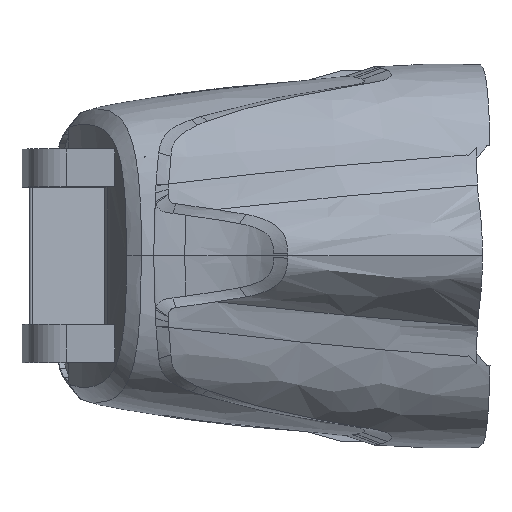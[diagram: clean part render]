
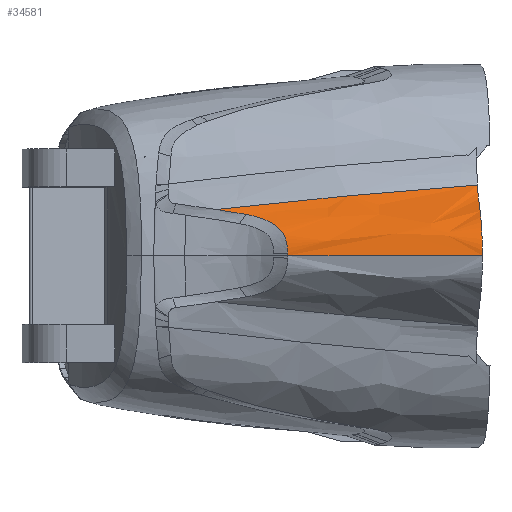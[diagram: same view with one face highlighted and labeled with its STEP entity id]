
A CAD part, top view. The second image highlights one B-rep face of the part: STEP entity #34581.
In plain terms, the highlighted free-form (B-spline) face has degree [3, 3] with [8, 7] control points.
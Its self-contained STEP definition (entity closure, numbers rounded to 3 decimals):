
#7315=CARTESIAN_POINT('',(1.431,0.329,78.916));
#7316=CARTESIAN_POINT('',(1.419,0.698,78.895));
#7317=CARTESIAN_POINT('',(1.353,1.434,78.761));
#7318=CARTESIAN_POINT('',(1.079,2.444,78.34));
#7319=CARTESIAN_POINT('',(0.569,3.322,77.757));
#7320=CARTESIAN_POINT('',(-0.117,3.951,
77.15));
#7321=CARTESIAN_POINT('',(-0.823,4.383,
76.656));
#7322=CARTESIAN_POINT('',(-1.673,4.796,76.157));
#7323=CARTESIAN_POINT('',(-2.759,5.138,75.748));
#7324=CARTESIAN_POINT('',(-3.603,5.317,75.552));
#7325=CARTESIAN_POINT('',(-4.048,5.406,75.462));
#7352=CARTESIAN_POINT('',(-7.989,6.068,74.968));
#7353=CARTESIAN_POINT('',(-7.519,5.999,75.));
#7354=CARTESIAN_POINT('',(-6.602,5.858,75.079));
#7355=CARTESIAN_POINT('',(-5.285,5.641,75.239));
#7356=CARTESIAN_POINT('',(-4.453,5.486,75.381));
#7357=CARTESIAN_POINT('',(-4.048,5.406,75.462));
#7359=CARTESIAN_POINT('',(26.39,9.288,70.497));
#7360=CARTESIAN_POINT('',(26.069,9.264,70.559));
#7361=CARTESIAN_POINT('',(25.364,9.208,70.697));
#7362=CARTESIAN_POINT('',(23.771,9.089,70.993));
#7363=CARTESIAN_POINT('',(20.724,8.85,71.542));
#7364=CARTESIAN_POINT('',(14.494,8.34,72.566));
#7365=CARTESIAN_POINT('',(5.559,7.527,73.774));
#7366=CARTESIAN_POINT('',(-2.544,6.693,74.561));
#7367=CARTESIAN_POINT('',(-7.062,6.175,74.903));
#7368=CARTESIAN_POINT('',(-7.989,6.068,74.968));
#7370=CARTESIAN_POINT('',(27.039,-0.012,
79.78));
#7371=CARTESIAN_POINT('',(26.447,-0.012,
79.78));
#7372=CARTESIAN_POINT('',(21.904,-0.012,
79.769));
#7373=CARTESIAN_POINT('',(15.107,-0.012,
79.61));
#7374=CARTESIAN_POINT('',(7.168,-0.012,
79.254));
#7375=CARTESIAN_POINT('',(3.177,-0.012,
79.028));
#7376=CARTESIAN_POINT('',(1.435,-0.012,
78.922));
#7576=CARTESIAN_POINT('',(27.039,-0.012,
79.78));
#7588=CARTESIAN_POINT('',(27.039,-0.012,
79.78));
#7589=CARTESIAN_POINT('',(27.039,0.371,79.78));
#7590=CARTESIAN_POINT('',(27.032,1.158,79.684));
#7591=CARTESIAN_POINT('',(26.997,2.456,79.177));
#7592=CARTESIAN_POINT('',(26.937,3.714,78.329));
#7593=CARTESIAN_POINT('',(26.851,4.927,77.086));
#7594=CARTESIAN_POINT('',(26.736,5.943,75.454));
#7595=CARTESIAN_POINT('',(26.607,6.878,73.598));
#7596=CARTESIAN_POINT('',(26.481,7.998,71.804));
#7597=CARTESIAN_POINT('',(26.418,8.837,70.894));
#7598=CARTESIAN_POINT('',(26.39,9.288,70.497));
#8804=CARTESIAN_POINT('',(1.431,0.329,78.916));
#8805=CARTESIAN_POINT('',(1.431,0.291,78.918));
#8806=CARTESIAN_POINT('',(1.432,0.214,78.922));
#8807=CARTESIAN_POINT('',(1.434,0.1,78.924));
#8808=CARTESIAN_POINT('',(1.435,0.025,78.923));
#8809=CARTESIAN_POINT('',(1.435,-0.012,
78.922));
#10104=VERTEX_POINT('',#8804);
#10105=VERTEX_POINT('',#8809);
#10362=VERTEX_POINT('',#7576);
#10684=VERTEX_POINT('',#7352);
#10685=VERTEX_POINT('',#7357);
#10698=VERTEX_POINT('',#7359);
#34513=CARTESIAN_POINT('',(27.39,-0.227,
79.774));
#34514=CARTESIAN_POINT('',(22.729,-0.216,
79.78));
#34515=CARTESIAN_POINT('',(15.813,-0.2,
79.635));
#34516=CARTESIAN_POINT('',(6.659,-0.177,
79.224));
#34517=CARTESIAN_POINT('',(-0.594,-0.158,
78.805));
#34518=CARTESIAN_POINT('',(-5.594,-0.144,
78.458));
#34519=CARTESIAN_POINT('',(-8.346,-0.136,
78.256));
#34520=CARTESIAN_POINT('',(27.389,0.707,
79.821));
#34521=CARTESIAN_POINT('',(22.732,0.672,
79.828));
#34522=CARTESIAN_POINT('',(15.82,0.617,
79.683));
#34523=CARTESIAN_POINT('',(6.666,0.54,
79.267));
#34524=CARTESIAN_POINT('',(-0.589,0.475,
78.84));
#34525=CARTESIAN_POINT('',(-5.591,0.429,
78.486));
#34526=CARTESIAN_POINT('',(-8.343,0.403,
78.277));
#34527=CARTESIAN_POINT('',(27.389,2.534,79.306));
#34528=CARTESIAN_POINT('',(22.738,2.412,79.37));
#34529=CARTESIAN_POINT('',(15.832,2.223,79.308));
#34530=CARTESIAN_POINT('',(6.679,1.954,78.993));
#34531=CARTESIAN_POINT('',(-0.578,1.732,
78.639));
#34532=CARTESIAN_POINT('',(-5.584,1.57,
78.329));
#34533=CARTESIAN_POINT('',(-8.339,1.479,
78.142));
#34534=CARTESIAN_POINT('',(27.388,4.779,77.414));
#34535=CARTESIAN_POINT('',(22.747,4.571,77.653));
#34536=CARTESIAN_POINT('',(15.848,4.247,77.845));
#34537=CARTESIAN_POINT('',(6.695,3.78,77.851));
#34538=CARTESIAN_POINT('',(-0.566,3.39,
77.742));
#34539=CARTESIAN_POINT('',(-5.578,3.105,
77.59));
#34540=CARTESIAN_POINT('',(-8.337,2.942,
77.487));
#34541=CARTESIAN_POINT('',(27.387,6.155,75.076));
#34542=CARTESIAN_POINT('',(22.754,5.934,75.499));
#34543=CARTESIAN_POINT('',(15.863,5.582,75.963));
#34544=CARTESIAN_POINT('',(6.709,5.061,76.312));
#34545=CARTESIAN_POINT('',(-0.558,4.617,
76.464));
#34546=CARTESIAN_POINT('',(-5.576,4.285,
76.482));
#34547=CARTESIAN_POINT('',(-8.339,4.095,
76.47));
#34548=CARTESIAN_POINT('',(27.386,7.433,72.479));
#34549=CARTESIAN_POINT('',(22.762,7.217,73.11));
#34550=CARTESIAN_POINT('',(15.878,6.863,73.879));
#34551=CARTESIAN_POINT('',(6.724,6.321,74.615));
#34552=CARTESIAN_POINT('',(-0.549,5.85,
75.062));
#34553=CARTESIAN_POINT('',(-5.574,5.491,
75.273));
#34554=CARTESIAN_POINT('',(-8.342,5.282,
75.363));
#34555=CARTESIAN_POINT('',(27.386,8.7,70.862));
#34556=CARTESIAN_POINT('',(22.768,8.46,71.644));
#34557=CARTESIAN_POINT('',(15.89,8.066,72.637));
#34558=CARTESIAN_POINT('',(6.736,7.456,73.655));
#34559=CARTESIAN_POINT('',(-0.54,6.924,
74.317));
#34560=CARTESIAN_POINT('',(-5.57,6.517,
74.67));
#34561=CARTESIAN_POINT('',(-8.34,6.279,
74.834));
#34562=CARTESIAN_POINT('',(27.385,9.512,70.172));
#34563=CARTESIAN_POINT('',(22.772,9.247,71.024));
#34564=CARTESIAN_POINT('',(15.897,8.811,72.118));
#34565=CARTESIAN_POINT('',(6.742,8.14,73.264));
#34566=CARTESIAN_POINT('',(-0.535,7.556,
74.023));
#34567=CARTESIAN_POINT('',(-5.566,7.109,
74.437));
#34568=CARTESIAN_POINT('',(-8.339,6.849,
74.635));
#34569=B_SPLINE_SURFACE_WITH_KNOTS('',3,3,((#34513,#34514,#34515,#34516,#34517,
#34518,#34519),(#34520,#34521,#34522,#34523,#34524,#34525,#34526),(#34527,
#34528,#34529,#34530,#34531,#34532,#34533),(#34534,#34535,#34536,#34537,#34538,
#34539,#34540),(#34541,#34542,#34543,#34544,#34545,#34546,#34547),(#34548,
#34549,#34550,#34551,#34552,#34553,#34554),(#34555,#34556,#34557,#34558,#34559,
#34560,#34561),(#34562,#34563,#34564,#34565,#34566,#34567,#34568)),
.UNSPECIFIED.,.F.,.F.,.F.,(4,1,1,1,1,4),(4,1,1,1,4),(-0.159,
1.912,3.923,5.884,7.846,
10.155),(-0.459,13.61,20.416,
27.221,35.567),.UNSPECIFIED.);
#34570=ORIENTED_EDGE('',*,*,#34501,.F.);
#34572=ORIENTED_EDGE('',*,*,#34571,.F.);
#34574=ORIENTED_EDGE('',*,*,#34573,.F.);
#34575=ORIENTED_EDGE('',*,*,#34054,.T.);
#34577=ORIENTED_EDGE('',*,*,#34576,.F.);
#34578=ORIENTED_EDGE('',*,*,#34420,.T.);
#34579=EDGE_LOOP('',(#34570,#34572,#34574,#34575,#34577,#34578));
#34580=FACE_OUTER_BOUND('',#34579,.F.);
#7326=B_SPLINE_CURVE_WITH_KNOTS('',3,(#7315,#7316,#7317,#7318,#7319,#7320,#7321,
#7322,#7323,#7324,#7325),.UNSPECIFIED.,.F.,.F.,(4,1,1,1,1,1,1,1,4),(0.,
0.125,0.25,0.375,0.5,0.625,0.75,0.875,1.),.UNSPECIFIED.);
#7358=B_SPLINE_CURVE_WITH_KNOTS('',3,(#7352,#7353,#7354,#7355,#7356,#7357),
.UNSPECIFIED.,.F.,.F.,(4,1,1,4),(0.,0.333,0.667,1.),
.UNSPECIFIED.);
#7369=B_SPLINE_CURVE_WITH_KNOTS('',3,(#7359,#7360,#7361,#7362,#7363,#7364,#7365,
#7366,#7367,#7368),.UNSPECIFIED.,.F.,.F.,(4,1,1,1,1,1,1,4),(0.,
0.028,0.062,0.14,0.296,
0.608,0.919,1.),.UNSPECIFIED.);
#7377=B_SPLINE_CURVE_WITH_KNOTS('',3,(#7370,#7371,#7372,#7373,#7374,#7375,
#7376),.UNSPECIFIED.,.F.,.F.,(4,1,1,1,4),(0.,0.069,
0.532,0.796,1.),.UNSPECIFIED.);
#7599=B_SPLINE_CURVE_WITH_KNOTS('',3,(#7588,#7589,#7590,#7591,#7592,#7593,#7594,
#7595,#7596,#7597,#7598),.UNSPECIFIED.,.F.,.F.,(4,1,1,1,1,1,1,1,4),(0.,
0.125,0.25,0.375,0.5,0.625,0.75,0.875,1.),.UNSPECIFIED.);
#8810=B_SPLINE_CURVE_WITH_KNOTS('',3,(#8804,#8805,#8806,#8807,#8808,#8809),
.UNSPECIFIED.,.F.,.F.,(4,1,1,4),(0.,0.333,0.667,1.),
.UNSPECIFIED.);
#34054=EDGE_CURVE('',#10362,#10105,#7377,.T.);
#34420=EDGE_CURVE('',#10104,#10685,#7326,.T.);
#34501=EDGE_CURVE('',#10684,#10685,#7358,.T.);
#34571=EDGE_CURVE('',#10698,#10684,#7369,.T.);
#34573=EDGE_CURVE('',#10362,#10698,#7599,.T.);
#34576=EDGE_CURVE('',#10104,#10105,#8810,.T.);
#34581=ADVANCED_FACE('',(#34580),#34569,.T.);
